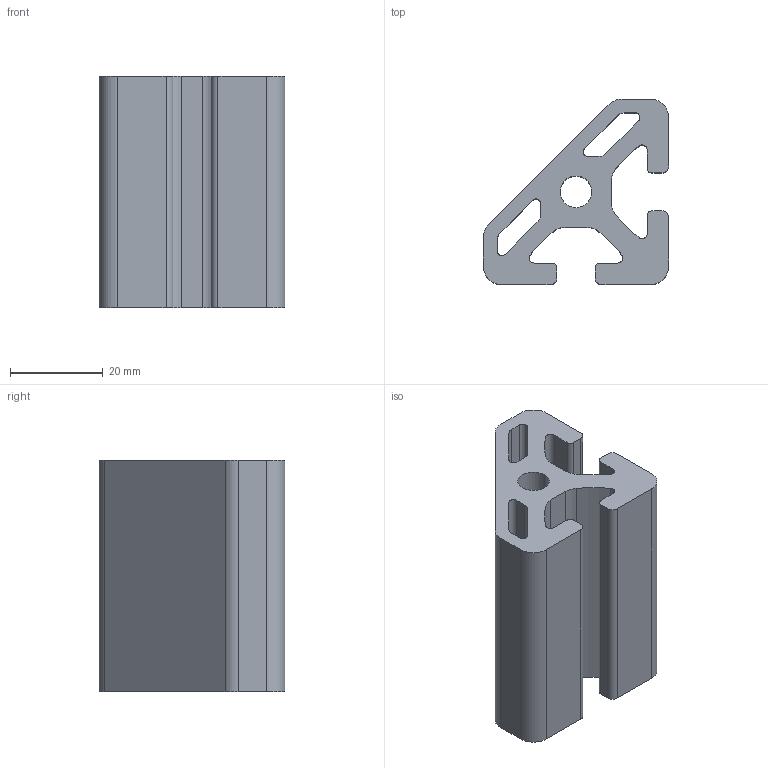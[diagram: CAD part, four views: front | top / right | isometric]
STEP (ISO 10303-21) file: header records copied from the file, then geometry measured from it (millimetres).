
FILE_DESCRIPTION (( 'STEP AP214' ), '1' );
FILE_NAME ('BASE08E0235-Profilé 8 40x40-45° lourd.step', '2023-03-24T09:44:23', ( 'Altae' ), ( '' ), 'SwSTEP 2.0', 'SolidWorks 2021', '' );
FILE_SCHEMA (( 'AUTOMOTIVE_DESIGN' ));
Length unit declared in the file: millimetre
Products named in the file (1): BASE08E0235-Profilé 8 40x40-45° lourd
Bounding box: 40 x 40 x 50 mm (x, y, z)
Volume: 36686.9 mm3; surface area: 16519.9 mm2
Topology: 1 solids, 1 shells, 64 faces, 186 edges, 124 vertices
Faces by surface type: cylinder 37, plane 27
Entity records: 2190 total; most frequent: DIRECTION 390, CARTESIAN_POINT 375, ORIENTED_EDGE 372, EDGE_CURVE 186, AXIS2_PLACEMENT_3D 139, VERTEX_POINT 124, LINE 112, VECTOR 112
